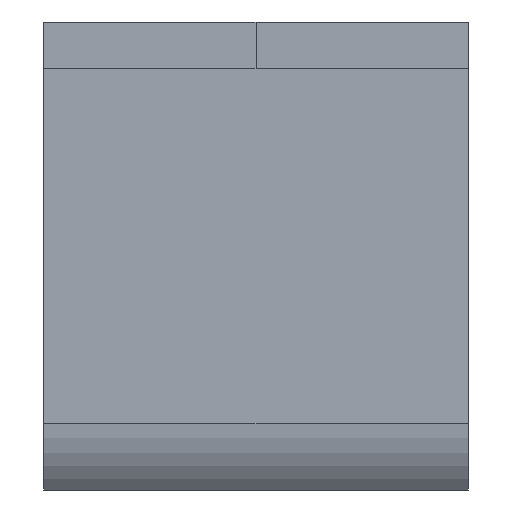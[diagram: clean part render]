
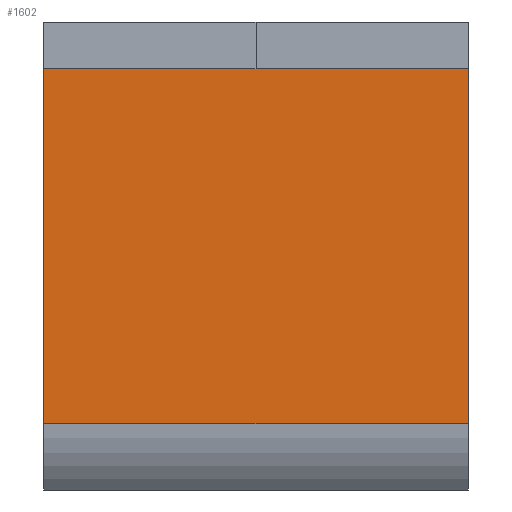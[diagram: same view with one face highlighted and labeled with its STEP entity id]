
A CAD part, front view. The second image highlights one B-rep face of the part: STEP entity #1602.
In plain terms, the highlighted planar face has unit normal (0, -1, 0).
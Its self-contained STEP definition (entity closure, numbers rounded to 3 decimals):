
#1130 = VERTEX_POINT('',#1131);
#1131 = CARTESIAN_POINT('',(21.59,-92.075,46.05));
#1253 = EDGE_CURVE('',#1130,#1254,#1256,.T.);
#1254 = VERTEX_POINT('',#1255);
#1255 = CARTESIAN_POINT('',(21.59,-92.075,9.906));
#1256 = LINE('',#1257,#1258);
#1257 = CARTESIAN_POINT('',(21.59,-92.075,50.8));
#1258 = VECTOR('',#1259,1.);
#1259 = DIRECTION('',(-0.,-0.,-1.));
#1297 = VERTEX_POINT('',#1298);
#1298 = CARTESIAN_POINT('',(-21.59,-92.075,9.906));
#1305 = EDGE_CURVE('',#1306,#1297,#1308,.T.);
#1306 = VERTEX_POINT('',#1307);
#1307 = CARTESIAN_POINT('',(-21.59,-92.075,46.05));
#1308 = LINE('',#1309,#1310);
#1309 = CARTESIAN_POINT('',(-21.59,-92.075,50.8));
#1310 = VECTOR('',#1311,1.);
#1311 = DIRECTION('',(-0.,-0.,-1.));
#1549 = EDGE_CURVE('',#1550,#1130,#1552,.T.);
#1550 = VERTEX_POINT('',#1551);
#1551 = CARTESIAN_POINT('',(0.,-92.075,46.05));
#1552 = LINE('',#1553,#1554);
#1553 = CARTESIAN_POINT('',(0.,-92.075,46.05));
#1554 = VECTOR('',#1555,1.);
#1555 = DIRECTION('',(1.,0.,0.));
#1591 = EDGE_CURVE('',#1297,#1254,#1592,.T.);
#1592 = LINE('',#1593,#1594);
#1593 = CARTESIAN_POINT('',(-50.8,-92.075,9.906));
#1594 = VECTOR('',#1595,1.);
#1595 = DIRECTION('',(1.,0.,0.));
#1602 = ADVANCED_FACE('',(#1603),#1615,.F.);
#1603 = FACE_BOUND('',#1604,.F.);
#1604 = EDGE_LOOP('',(#1605,#1606,#1607,#1613,#1614));
#1605 = ORIENTED_EDGE('',*,*,#1591,.F.);
#1606 = ORIENTED_EDGE('',*,*,#1305,.F.);
#1607 = ORIENTED_EDGE('',*,*,#1608,.F.);
#1608 = EDGE_CURVE('',#1550,#1306,#1609,.T.);
#1609 = LINE('',#1610,#1611);
#1610 = CARTESIAN_POINT('',(0.,-92.075,46.05));
#1611 = VECTOR('',#1612,1.);
#1612 = DIRECTION('',(-1.,-0.,-0.));
#1613 = ORIENTED_EDGE('',*,*,#1549,.T.);
#1614 = ORIENTED_EDGE('',*,*,#1253,.T.);
#1615 = PLANE('',#1616);
#1616 = AXIS2_PLACEMENT_3D('',#1617,#1618,#1619);
#1617 = CARTESIAN_POINT('',(-50.8,-92.075,0.));
#1618 = DIRECTION('',(0.,1.,0.));
#1619 = DIRECTION('',(1.,0.,0.));
